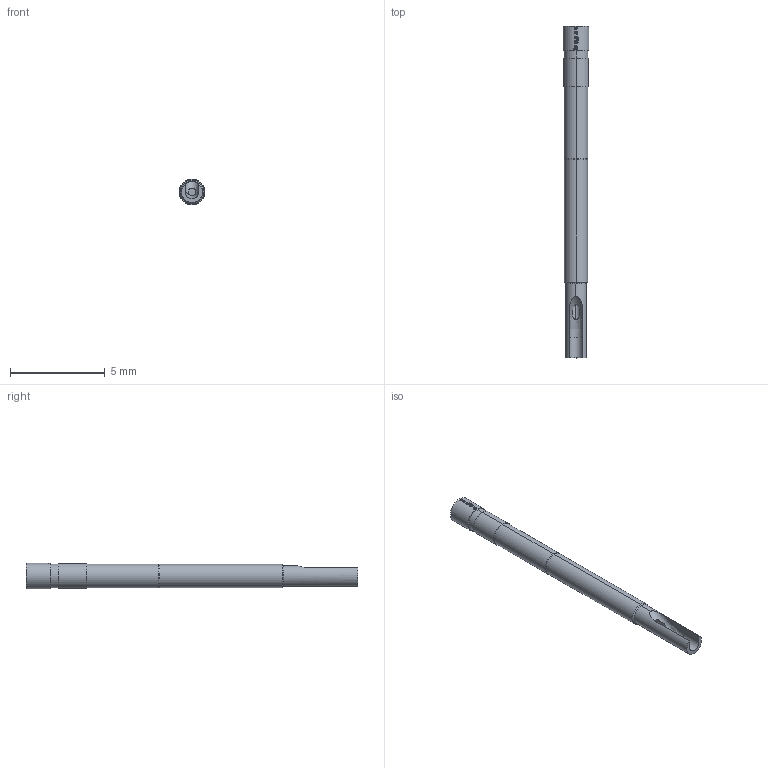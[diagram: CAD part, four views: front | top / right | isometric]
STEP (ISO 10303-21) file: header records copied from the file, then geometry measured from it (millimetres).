
FILE_DESCRIPTION (( 'STEP AP203' ), '1' );
FILE_NAME ('INGUN_KS-001_30_M1-R-Z.STEP', '2021-10-19T09:19:12', ( 'ochi' ), ( '' ), 'SwSTEP 2.0', 'SolidWorks 2018', '' );
FILE_SCHEMA (( 'CONFIG_CONTROL_DESIGN' ));
Length unit declared in the file: millimetre
Products named in the file (1): INGUN_KS-001_30_M1-R-Z
Bounding box: 1.35 x 17.5 x 1.35 mm (x, y, z)
Volume: 19.1 mm3; surface area: 73.5 mm2
Topology: 1 solids, 1 shells, 100 faces, 271 edges, 178 vertices
Faces by surface type: plane 48, cylinder 25, bspline 22, cone 4, torus 1
Entity records: 3452 total; most frequent: CARTESIAN_POINT 1012, ORIENTED_EDGE 542, DIRECTION 427, EDGE_CURVE 271, VERTEX_POINT 178, AXIS2_PLACEMENT_3D 167, EDGE_LOOP 105, FACE_OUTER_BOUND 100
